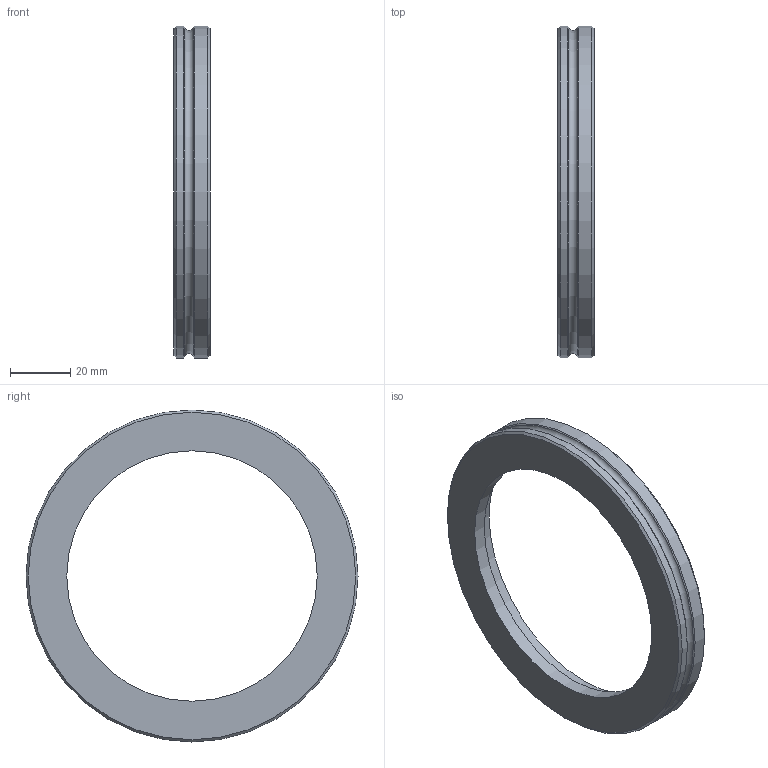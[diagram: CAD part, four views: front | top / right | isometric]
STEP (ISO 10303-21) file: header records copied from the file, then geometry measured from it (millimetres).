
FILE_DESCRIPTION (( 'STEP AP214' ), '1' );
FILE_NAME ('BS1ISOK8089 FULLVAC.STEP', '2024-05-21T15:17:20', ( '' ), ( '' ), 'SwSTEP 2.0', 'SolidWorks 2017', '' );
FILE_SCHEMA (( 'AUTOMOTIVE_DESIGN' ));
Length unit declared in the file: millimetre
Products named in the file (1): BS1ISOK8089 FULLVAC
Bounding box: 12 x 110 x 110 mm (x, y, z)
Volume: 36338 mm3; surface area: 15857.6 mm2
Topology: 1 solids, 1 shells, 14 faces, 25 edges, 15 vertices
Faces by surface type: cylinder 5, cone 4, plane 4, torus 1
Full cylindrical faces by diameter (mm): 83 x1, 89.5 x1, 105 x1, 110 x2
Entity records: 322 total; most frequent: DIRECTION 58, CARTESIAN_POINT 43, AXIS2_PLACEMENT_3D 29, ORIENTED_EDGE 28, EDGE_LOOP 28, FACE_OUTER_BOUND 20, EDGE_CURVE 14, CIRCLE 14
